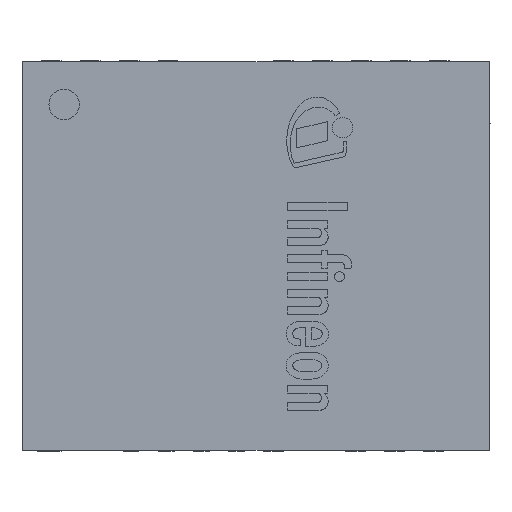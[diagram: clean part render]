
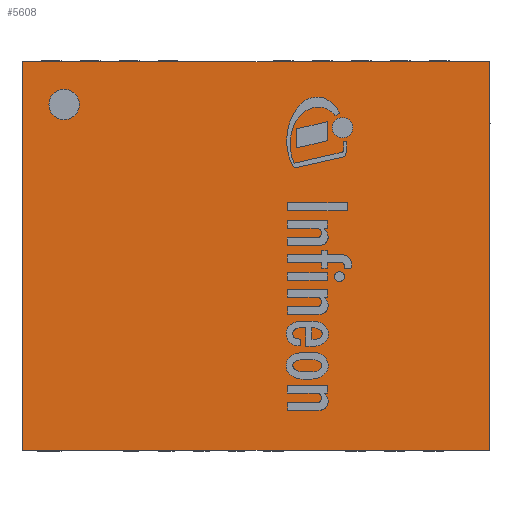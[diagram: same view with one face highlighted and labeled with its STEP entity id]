
A CAD part, top view. The second image highlights one B-rep face of the part: STEP entity #5608.
In plain terms, the highlighted planar face has unit normal (0, 0, 1).
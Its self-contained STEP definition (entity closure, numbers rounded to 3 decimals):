
#148=FACE_BOUND('',#787,.T.);
#157=PLANE('',#5996);
#439=FACE_OUTER_BOUND('',#786,.T.);
#786=EDGE_LOOP('',(#3955,#3956,#3957,#3958));
#787=EDGE_LOOP('',(#3959));
#1136=LINE('',#7958,#1814);
#1140=LINE('',#7965,#1818);
#1143=LINE('',#7971,#1821);
#1145=LINE('',#7974,#1823);
#1814=VECTOR('',#6427,1000.);
#1818=VECTOR('',#6433,1000.);
#1821=VECTOR('',#6438,1000.);
#1823=VECTOR('',#6442,1000.);
#2490=CIRCLE('',#5991,0.195);
#2586=VERTEX_POINT('',#7948);
#2589=VERTEX_POINT('',#7955);
#2590=VERTEX_POINT('',#7957);
#2592=VERTEX_POINT('',#7963);
#2594=VERTEX_POINT('',#7969);
#3127=EDGE_CURVE('',#2586,#2586,#2490,.T.);
#3130=EDGE_CURVE('',#2590,#2589,#1136,.T.);
#3134=EDGE_CURVE('',#2589,#2592,#1140,.T.);
#3137=EDGE_CURVE('',#2592,#2594,#1143,.T.);
#3139=EDGE_CURVE('',#2594,#2590,#1145,.T.);
#3955=ORIENTED_EDGE('',*,*,#3130,.T.);
#3956=ORIENTED_EDGE('',*,*,#3134,.T.);
#3957=ORIENTED_EDGE('',*,*,#3137,.T.);
#3958=ORIENTED_EDGE('',*,*,#3139,.T.);
#3959=ORIENTED_EDGE('',*,*,#3127,.F.);
#5608=ADVANCED_FACE('',(#439,#148),#157,.T.);
#5991=AXIS2_PLACEMENT_3D('',#7950,#6421,#6422);
#5996=AXIS2_PLACEMENT_3D('',#7975,#6443,#6444);
#6421=DIRECTION('center_axis',(0.,0.,1.));
#6422=DIRECTION('ref_axis',(0.,-1.,0.));
#6427=DIRECTION('',(1.,0.,0.));
#6433=DIRECTION('',(0.,1.,0.));
#6438=DIRECTION('',(-1.,0.,0.));
#6442=DIRECTION('',(0.,-1.,0.));
#6443=DIRECTION('center_axis',(0.,0.,1.));
#6444=DIRECTION('ref_axis',(0.,-1.,0.));
#7948=CARTESIAN_POINT('',(-2.46,2.135,1.35));
#7950=CARTESIAN_POINT('Origin',(-2.46,1.94,1.35));
#7955=CARTESIAN_POINT('',(2.99,-2.49,1.35));
#7957=CARTESIAN_POINT('',(-2.99,-2.49,1.35));
#7958=CARTESIAN_POINT('',(2.99,-2.49,1.35));
#7963=CARTESIAN_POINT('',(2.99,2.49,1.35));
#7965=CARTESIAN_POINT('',(2.99,2.49,1.35));
#7969=CARTESIAN_POINT('',(-2.99,2.49,1.35));
#7971=CARTESIAN_POINT('',(2.99,2.49,1.35));
#7974=CARTESIAN_POINT('',(-2.99,2.49,1.35));
#7975=CARTESIAN_POINT('Origin',(0.,0.,1.35));
